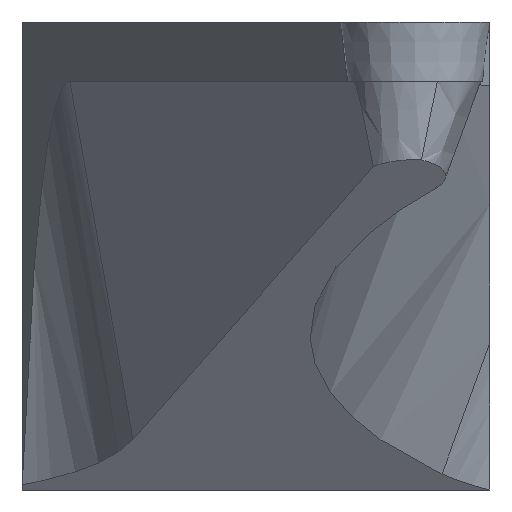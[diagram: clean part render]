
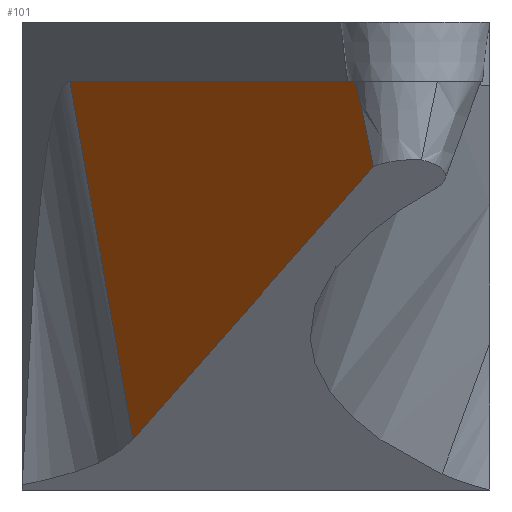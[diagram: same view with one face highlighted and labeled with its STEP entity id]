
A CAD part, left-side view. The second image highlights one B-rep face of the part: STEP entity #101.
In plain terms, the highlighted planar face has unit normal (-0.337, 0.927, -0.164).
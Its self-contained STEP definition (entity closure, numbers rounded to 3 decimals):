
#101=ADVANCED_FACE('',(#135),#121,.F.);
#121=PLANE('',#445);
#135=FACE_OUTER_BOUND('',#156,.T.);
#156=EDGE_LOOP('',(#278,#279,#280,#281,#282));
#169=LINE('',#567,#190);
#181=LINE('',#635,#202);
#185=LINE('',#654,#206);
#186=LINE('',#668,#207);
#190=VECTOR('',#461,1.);
#202=VECTOR('',#495,1.);
#206=VECTOR('',#515,1.);
#207=VECTOR('',#526,1.);
#219=ELLIPSE('',#444,12.332,1.354);
#278=ORIENTED_EDGE('',*,*,#358,.F.);
#279=ORIENTED_EDGE('',*,*,#394,.T.);
#280=ORIENTED_EDGE('',*,*,#389,.F.);
#281=ORIENTED_EDGE('',*,*,#381,.F.);
#282=ORIENTED_EDGE('',*,*,#395,.T.);
#324=VERTEX_POINT('',#566);
#325=VERTEX_POINT('',#568);
#343=VERTEX_POINT('',#634);
#344=VERTEX_POINT('',#636);
#347=VERTEX_POINT('',#655);
#358=EDGE_CURVE('',#324,#325,#169,.T.);
#381=EDGE_CURVE('',#343,#344,#181,.T.);
#389=EDGE_CURVE('',#344,#347,#185,.T.);
#394=EDGE_CURVE('',#324,#347,#219,.T.);
#395=EDGE_CURVE('',#343,#325,#186,.T.);
#444=AXIS2_PLACEMENT_3D('',#667,#524,#525);
#445=AXIS2_PLACEMENT_3D('',#669,#527,#528);
#461=DIRECTION('',(0.909,0.276,-0.313));
#495=DIRECTION('',(-0.94,-0.342,0.));
#515=DIRECTION('',(-0.94,-0.342,0.));
#524=DIRECTION('',(-0.337,0.927,-0.163));
#525=DIRECTION('',(-0.056,0.154,0.987));
#526=DIRECTION('',(0.,-0.174,-0.985));
#527=DIRECTION('',(0.337,-0.927,0.163));
#528=DIRECTION('',(0.94,0.342,0.));
#566=CARTESIAN_POINT('',(2.066,-6.27,-7.722));
#567=CARTESIAN_POINT('',(-2.829,-7.755,-6.037));
#568=CARTESIAN_POINT('',(44.409,6.571,-22.302));
#634=CARTESIAN_POINT('',(44.409,9.942,-3.18));
#635=CARTESIAN_POINT('',(2.8,-5.202,-3.18));
#636=CARTESIAN_POINT('',(3.593,-4.914,-3.18));
#654=CARTESIAN_POINT('',(2.8,-5.202,-3.18));
#655=CARTESIAN_POINT('',(2.8,-5.202,-3.18));
#667=CARTESIAN_POINT('',(3.489,-7.096,-15.346));
#668=CARTESIAN_POINT('',(44.409,1.881,-48.899));
#669=CARTESIAN_POINT('',(0.,-13.795,-46.135));
